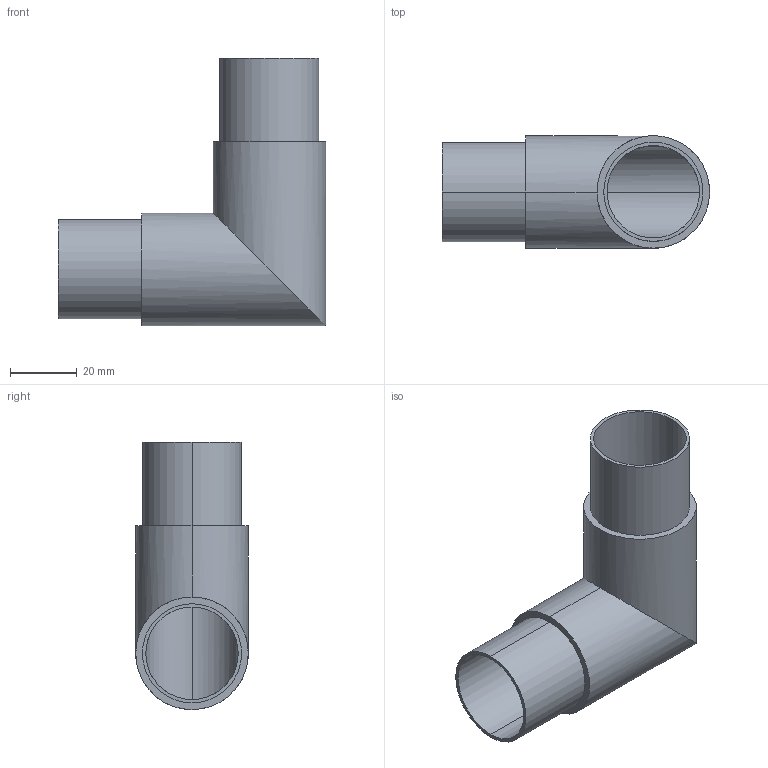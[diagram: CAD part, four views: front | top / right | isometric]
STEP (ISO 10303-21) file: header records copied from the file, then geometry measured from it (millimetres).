
FILE_DESCRIPTION (( 'STEP AP203' ), '1' );
FILE_NAME ('3D_GR1132_33.7x2_188851160.STEP', '2024-11-11T11:42:53', ( '' ), ( '' ), 'SwSTEP 2.0', 'SolidWorks 2023', '' );
FILE_SCHEMA (( 'CONFIG_CONTROL_DESIGN' ));
Length unit declared in the file: millimetre
Products named in the file (1): 3D_GR1132_33.7x2_188851160
Bounding box: 80 x 33.7 x 80 mm (x, y, z)
Volume: 26584.9 mm3; surface area: 24312.8 mm2
Topology: 1 solids, 1 shells, 16 faces, 32 edges, 20 vertices
Faces by surface type: cylinder 12, plane 4
Entity records: 501 total; most frequent: CARTESIAN_POINT 81, DIRECTION 78, ORIENTED_EDGE 64, AXIS2_PLACEMENT_3D 33, EDGE_CURVE 32, EDGE_LOOP 20, VERTEX_POINT 20, CIRCLE 16
